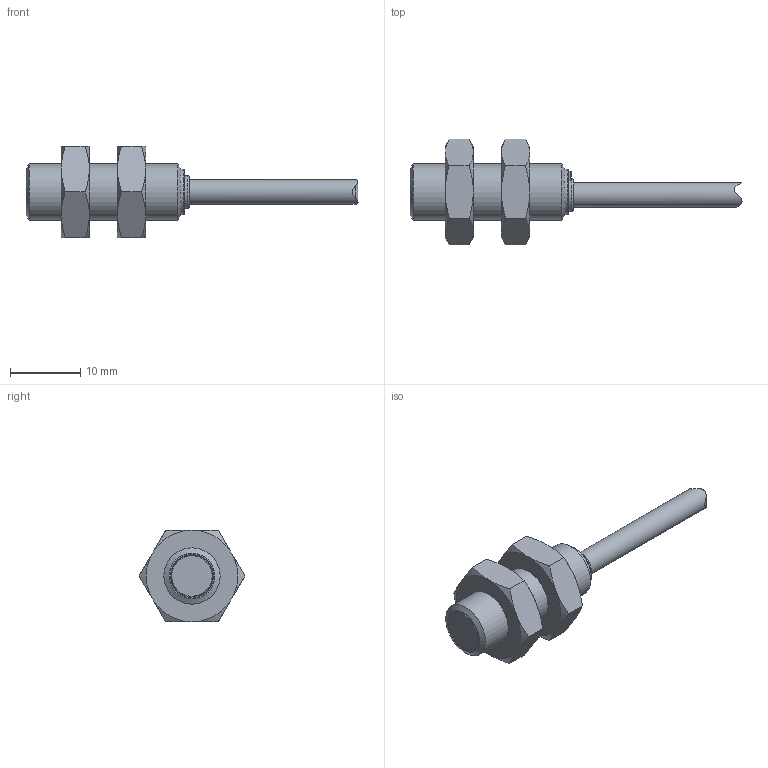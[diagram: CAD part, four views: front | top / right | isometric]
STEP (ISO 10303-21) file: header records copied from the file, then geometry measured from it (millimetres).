
FILE_DESCRIPTION (( 'STEP AP214' ), '1' );
FILE_NAME ('DW-AD-603-M8-121.STEP', '2020-10-01T13:48:46', ( '' ), ( '' ), 'SwSTEP 2.0', 'SolidWorks 2019', '' );
FILE_SCHEMA (( 'AUTOMOTIVE_DESIGN' ));
Length unit declared in the file: inch
Products named in the file (1): DW-AD-603-M8-121
Bounding box: 47.2 x 15.01 x 13 mm (x, y, z)
Volume: 2112.6 mm3; surface area: 1435.6 mm2
Topology: 1 solids, 1 shells, 79 faces, 171 edges, 102 vertices
Faces by surface type: cone 27, plane 24, cylinder 18, torus 8, bspline 2
Full cylindrical faces by diameter (mm): 3.5 x1, 4.7 x1, 6.5 x1, 8 x3
Entity records: 2286 total; most frequent: CARTESIAN_POINT 681, DIRECTION 314, ORIENTED_EDGE 312, EDGE_CURVE 156, AXIS2_PLACEMENT_3D 142, EDGE_LOOP 99, VERTEX_POINT 99, FACE_OUTER_BOUND 88
